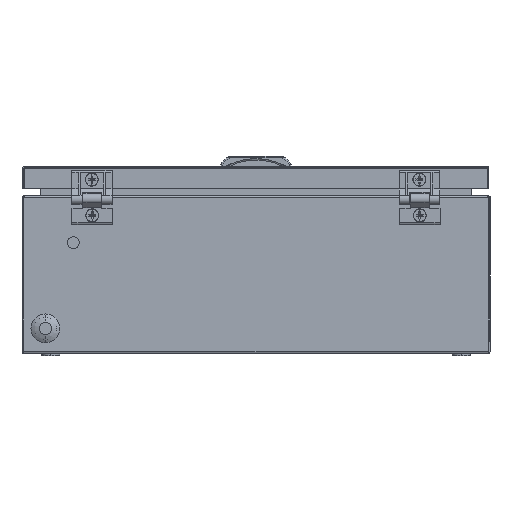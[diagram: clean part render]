
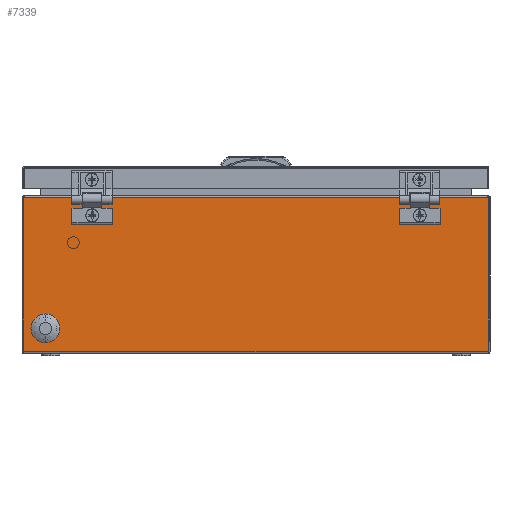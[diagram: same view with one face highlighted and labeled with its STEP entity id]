
A CAD part, front view. The second image highlights one B-rep face of the part: STEP entity #7339.
In plain terms, the highlighted planar face has unit normal (0, -1, 0).
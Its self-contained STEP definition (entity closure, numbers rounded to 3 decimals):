
#7339 = ADVANCED_FACE ( 'NONE', ( #51768, #51743, #51778, #51785 ), #51789, .T. ) ;
#8109 = VERTEX_POINT ( 'NONE', #79819 ) ;
#8188 = VERTEX_POINT ( 'NONE', #129762 ) ;
#8221 = VERTEX_POINT ( 'NONE', #19423 ) ;
#8263 = VERTEX_POINT ( 'NONE', #40821 ) ;
#8265 = VERTEX_POINT ( 'NONE', #40820 ) ;
#8358 = VERTEX_POINT ( 'NONE', #93644 ) ;
#8363 = VERTEX_POINT ( 'NONE', #114288 ) ;
#8377 = VERTEX_POINT ( 'NONE', #118936 ) ;
#8403 = VERTEX_POINT ( 'NONE', #10751 ) ;
#8426 = VERTEX_POINT ( 'NONE', #24814 ) ;
#8522 = VERTEX_POINT ( 'NONE', #69717 ) ;
#8547 = VERTEX_POINT ( 'NONE', #69786 ) ;
#8561 = VERTEX_POINT ( 'NONE', #69824 ) ;
#8612 = VERTEX_POINT ( 'NONE', #70119 ) ;
#10751 = CARTESIAN_POINT ( 'NONE',  ( -150., -150., 0.293 ) ) ;
#14116 = ORIENTED_EDGE ( 'NONE', *, *, #113936, .T. ) ;
#14118 = ORIENTED_EDGE ( 'NONE', *, *, #113866, .T. ) ;
#14128 = ORIENTED_EDGE ( 'NONE', *, *, #113844, .T. ) ;
#14132 = ORIENTED_EDGE ( 'NONE', *, *, #113837, .F. ) ;
#14136 = ORIENTED_EDGE ( 'NONE', *, *, #113851, .F. ) ;
#14144 = ORIENTED_EDGE ( 'NONE', *, *, #113873, .F. ) ;
#14146 = ORIENTED_EDGE ( 'NONE', *, *, #113840, .T. ) ;
#14148 = ORIENTED_EDGE ( 'NONE', *, *, #113833, .F. ) ;
#14152 = ORIENTED_EDGE ( 'NONE', *, *, #114079, .T. ) ;
#14154 = ORIENTED_EDGE ( 'NONE', *, *, #113848, .T. ) ;
#14156 = ORIENTED_EDGE ( 'NONE', *, *, #113855, .T. ) ;
#14158 = ORIENTED_EDGE ( 'NONE', *, *, #113815, .T. ) ;
#14459 = ORIENTED_EDGE ( 'NONE', *, *, #113800, .T. ) ;
#14464 = ORIENTED_EDGE ( 'NONE', *, *, #113932, .T. ) ;
#19423 = CARTESIAN_POINT ( 'NONE',  ( 148.9, -150., 0.293 ) ) ;
#24814 = CARTESIAN_POINT ( 'NONE',  ( -105., -150., 89.668 ) ) ;
#33155 = CIRCLE ( 'NONE', #33166, 7. ) ;
#33166 = AXIS2_PLACEMENT_3D ( 'NONE', #100943, #100944, #100945 ) ;
#40820 = CARTESIAN_POINT ( 'NONE',  ( 105., -150., 89.668 ) ) ;
#40821 = CARTESIAN_POINT ( 'NONE',  ( -128., -150., 15.043 ) ) ;
#45368 = AXIS2_PLACEMENT_3D ( 'NONE', #51772, #51733, #51792 ) ;
#51733 = DIRECTION ( 'NONE',  ( 0., -1., 0. ) ) ;
#51743 = FACE_BOUND ( 'NONE', #74969, .T. ) ;
#51768 = FACE_BOUND ( 'NONE', #75432, .T. ) ;
#51772 = CARTESIAN_POINT ( 'NONE',  ( 274., -150., -285.957 ) ) ;
#51778 = FACE_OUTER_BOUND ( 'NONE', #75427, .T. ) ;
#51785 = FACE_BOUND ( 'NONE', #75004, .T. ) ;
#51789 = PLANE ( 'NONE',  #45368 ) ;
#51792 = DIRECTION ( 'NONE',  ( -1., 0., 0. ) ) ;
#69717 = CARTESIAN_POINT ( 'NONE',  ( 105., -150., 85.418 ) ) ;
#69786 = CARTESIAN_POINT ( 'NONE',  ( -150., -150., 98.943 ) ) ;
#69824 = CARTESIAN_POINT ( 'NONE',  ( -148.9, -150., 0.293 ) ) ;
#70119 = CARTESIAN_POINT ( 'NONE',  ( -148.9, -150., 0.1 ) ) ;
#72364 = AXIS2_PLACEMENT_3D ( 'NONE', #100819, #100820, #100821 ) ;
#72368 = VECTOR ( 'NONE', #100822, 1000. ) ;
#72377 = CIRCLE ( 'NONE', #72364, 2.125 ) ;
#72425 = VECTOR ( 'NONE', #100753, 1000. ) ;
#72431 = VECTOR ( 'NONE', #100749, 1000. ) ;
#72437 = AXIS2_PLACEMENT_3D ( 'NONE', #100740, #100741, #100742 ) ;
#72444 = CIRCLE ( 'NONE', #72437, 2.125 ) ;
#72448 = AXIS2_PLACEMENT_3D ( 'NONE', #100734, #100735, #100736 ) ;
#72459 = CIRCLE ( 'NONE', #72448, 7. ) ;
#72461 = VECTOR ( 'NONE', #100737, 1000. ) ;
#72464 = VECTOR ( 'NONE', #100728, 1000. ) ;
#72468 = VECTOR ( 'NONE', #100724, 1000. ) ;
#72474 = VECTOR ( 'NONE', #100730, 1000. ) ;
#72478 = VECTOR ( 'NONE', #100721, 1000. ) ;
#72486 = AXIS2_PLACEMENT_3D ( 'NONE', #100704, #100705, #100706 ) ;
#72499 = CIRCLE ( 'NONE', #72486, 2.125 ) ;
#72505 = AXIS2_PLACEMENT_3D ( 'NONE', #100694, #100695, #100696 ) ;
#72514 = CIRCLE ( 'NONE', #72505, 2.125 ) ;
#74969 = EDGE_LOOP ( 'NONE', ( #14154, #14152 ) ) ;
#75004 = EDGE_LOOP ( 'NONE', ( #14459, #14464 ) ) ;
#75427 = EDGE_LOOP ( 'NONE', ( #14148, #14146, #14144, #14136, #14132, #14128, #14118, #14116 ) ) ;
#75432 = EDGE_LOOP ( 'NONE', ( #14158, #14156 ) ) ;
#79819 = CARTESIAN_POINT ( 'NONE',  ( 148.9, -150., 0.1 ) ) ;
#93644 = CARTESIAN_POINT ( 'NONE',  ( -142., -150., 15.043 ) ) ;
#100694 = CARTESIAN_POINT ( 'NONE',  ( 105., -150., 87.543 ) ) ;
#100695 = DIRECTION ( 'NONE',  ( 0., 1., 0. ) ) ;
#100696 = DIRECTION ( 'NONE',  ( 0., 0., -1. ) ) ;
#100704 = CARTESIAN_POINT ( 'NONE',  ( -105., -150., 87.543 ) ) ;
#100705 = DIRECTION ( 'NONE',  ( 0., 1., 0. ) ) ;
#100706 = DIRECTION ( 'NONE',  ( 0., 0., 1. ) ) ;
#100712 = CARTESIAN_POINT ( 'NONE',  ( 150., -150., 0.043 ) ) ;
#100716 = LINE ( 'NONE', #100729, #72474 ) ;
#100717 = LINE ( 'NONE', #100712, #72478 ) ;
#100721 = DIRECTION ( 'NONE',  ( 0., 0., -1. ) ) ;
#100722 = LINE ( 'NONE', #100723, #72468 ) ;
#100723 = CARTESIAN_POINT ( 'NONE',  ( -148.9, -150., 453.984 ) ) ;
#100724 = DIRECTION ( 'NONE',  ( 0., 0., 1. ) ) ;
#100725 = LINE ( 'NONE', #100727, #72464 ) ;
#100726 = CARTESIAN_POINT ( 'NONE',  ( 0., -150., 0.293 ) ) ;
#100727 = CARTESIAN_POINT ( 'NONE',  ( 274., -150., 98.943 ) ) ;
#100728 = DIRECTION ( 'NONE',  ( -1., 0., 0. ) ) ;
#100729 = CARTESIAN_POINT ( 'NONE',  ( 274., -150., 0.1 ) ) ;
#100730 = DIRECTION ( 'NONE',  ( 1., 0., 0. ) ) ;
#100733 = LINE ( 'NONE', #100726, #72461 ) ;
#100734 = CARTESIAN_POINT ( 'NONE',  ( -135., -150., 15.043 ) ) ;
#100735 = DIRECTION ( 'NONE',  ( 0., 1., 0. ) ) ;
#100736 = DIRECTION ( 'NONE',  ( 1., 0., 0. ) ) ;
#100737 = DIRECTION ( 'NONE',  ( -1., 0., 0. ) ) ;
#100738 = CARTESIAN_POINT ( 'NONE',  ( -150., -150., 0.043 ) ) ;
#100740 = CARTESIAN_POINT ( 'NONE',  ( -105., -150., 87.543 ) ) ;
#100741 = DIRECTION ( 'NONE',  ( 0., 1., 0. ) ) ;
#100742 = DIRECTION ( 'NONE',  ( 0., 0., 1. ) ) ;
#100743 = LINE ( 'NONE', #100738, #72425 ) ;
#100747 = LINE ( 'NONE', #100748, #72431 ) ;
#100748 = CARTESIAN_POINT ( 'NONE',  ( 148.9, -150., 453.984 ) ) ;
#100749 = DIRECTION ( 'NONE',  ( 0., 0., 1. ) ) ;
#100753 = DIRECTION ( 'NONE',  ( 0., 0., 1. ) ) ;
#100813 = CARTESIAN_POINT ( 'NONE',  ( 0., -150., 0.293 ) ) ;
#100814 = LINE ( 'NONE', #100813, #72368 ) ;
#100819 = CARTESIAN_POINT ( 'NONE',  ( 105., -150., 87.543 ) ) ;
#100820 = DIRECTION ( 'NONE',  ( 0., 1., 0. ) ) ;
#100821 = DIRECTION ( 'NONE',  ( 0., 0., -1. ) ) ;
#100822 = DIRECTION ( 'NONE',  ( 1., 0., 0. ) ) ;
#100943 = CARTESIAN_POINT ( 'NONE',  ( -135., -150., 15.043 ) ) ;
#100944 = DIRECTION ( 'NONE',  ( 0., 1., 0. ) ) ;
#100945 = DIRECTION ( 'NONE',  ( 1., 0., 0. ) ) ;
#113800 = EDGE_CURVE ( 'NONE', #8522, #8265, #72514, .T. ) ;
#113815 = EDGE_CURVE ( 'NONE', #8188, #8426, #72499, .T. ) ;
#113833 = EDGE_CURVE ( 'NONE', #8363, #8377, #100717, .T. ) ;
#113837 = EDGE_CURVE ( 'NONE', #8612, #8561, #100722, .T. ) ;
#113840 = EDGE_CURVE ( 'NONE', #8363, #8547, #100725, .T. ) ;
#113844 = EDGE_CURVE ( 'NONE', #8612, #8109, #100716, .T. ) ;
#113848 = EDGE_CURVE ( 'NONE', #8263, #8358, #72459, .T. ) ;
#113851 = EDGE_CURVE ( 'NONE', #8561, #8403, #100733, .T. ) ;
#113855 = EDGE_CURVE ( 'NONE', #8426, #8188, #72444, .T. ) ;
#113866 = EDGE_CURVE ( 'NONE', #8109, #8221, #100747, .T. ) ;
#113873 = EDGE_CURVE ( 'NONE', #8403, #8547, #100743, .T. ) ;
#113932 = EDGE_CURVE ( 'NONE', #8265, #8522, #72377, .T. ) ;
#113936 = EDGE_CURVE ( 'NONE', #8221, #8377, #100814, .T. ) ;
#114079 = EDGE_CURVE ( 'NONE', #8358, #8263, #33155, .T. ) ;
#114288 = CARTESIAN_POINT ( 'NONE',  ( 150., -150., 98.943 ) ) ;
#118936 = CARTESIAN_POINT ( 'NONE',  ( 150., -150., 0.293 ) ) ;
#129762 = CARTESIAN_POINT ( 'NONE',  ( -105., -150., 85.418 ) ) ;
